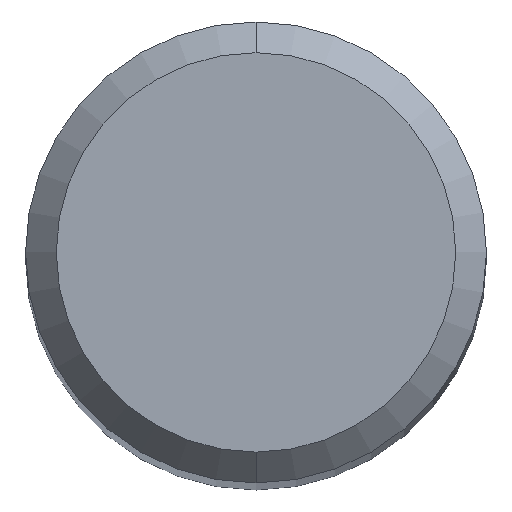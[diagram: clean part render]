
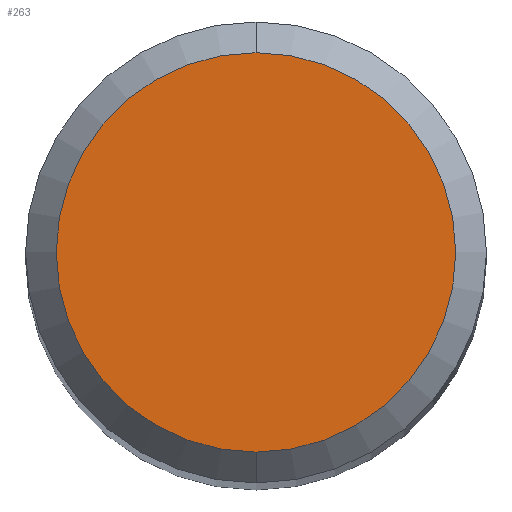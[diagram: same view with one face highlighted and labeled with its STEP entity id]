
A CAD part, top view. The second image highlights one B-rep face of the part: STEP entity #263.
In plain terms, the highlighted planar face has unit normal (0, 0, 1).
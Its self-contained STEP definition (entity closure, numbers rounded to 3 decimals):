
#263=ADVANCED_FACE('',(#579),#580,.T.);
#289=VERTEX_POINT('',#606);
#311=VERTEX_POINT('',#629);
#361=EDGE_CURVE('',#311,#289,#686,.T.);
#445=EDGE_CURVE('',#289,#311,#781,.T.);
#579=FACE_OUTER_BOUND('',#1002,.T.);
#580=PLANE('',#1003);
#606=CARTESIAN_POINT('',(0.,-2.6,0.0));
#629=CARTESIAN_POINT('',(0.0,2.6,0.0));
#686=CIRCLE('',#1190,2.6);
#781=CIRCLE('',#1414,2.6);
#1002=EDGE_LOOP('',(#1546,#1547));
#1003=AXIS2_PLACEMENT_3D('',#1548,#1549,#1550);
#1190=AXIS2_PLACEMENT_3D('',#1665,#1666,#1667);
#1414=AXIS2_PLACEMENT_3D('',#1787,#1788,#1789);
#1546=ORIENTED_EDGE('',*,*,#361,.F.);
#1547=ORIENTED_EDGE('',*,*,#445,.F.);
#1548=CARTESIAN_POINT('',(0.0,1.3,0.0));
#1549=DIRECTION('',(-0.0,0.0,1.0));
#1550=DIRECTION('',(0.0,-1.0,0.0));
#1665=CARTESIAN_POINT('',(0.0,0.0,0.0));
#1666=DIRECTION('',(0.0,0.0,-1.0));
#1667=DIRECTION('',(0.0,1.0,0.0));
#1787=CARTESIAN_POINT('',(0.0,0.0,0.0));
#1788=DIRECTION('',(0.0,0.0,-1.0));
#1789=DIRECTION('',(0.0,1.0,0.0));
